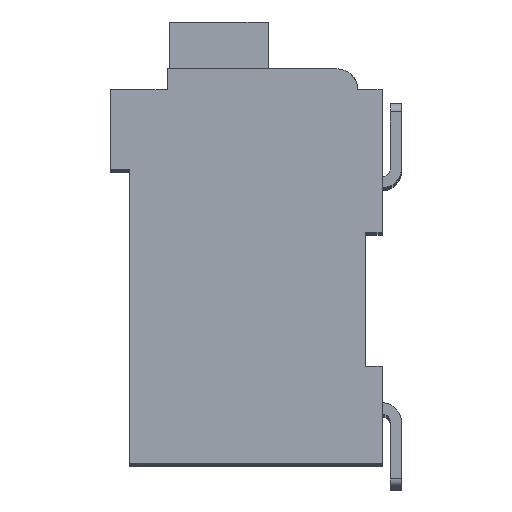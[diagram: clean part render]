
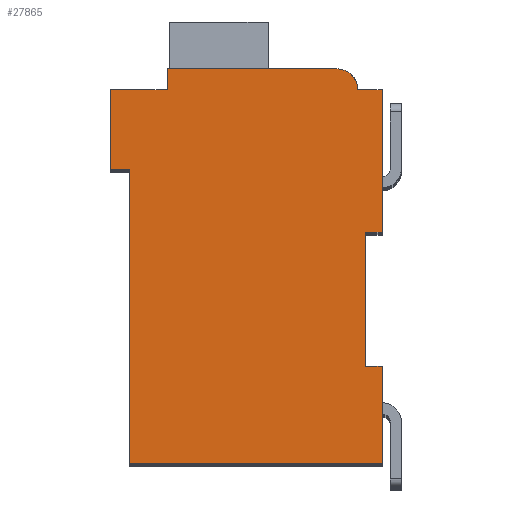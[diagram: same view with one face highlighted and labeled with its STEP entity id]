
A CAD part, top view. The second image highlights one B-rep face of the part: STEP entity #27865.
In plain terms, the highlighted planar face has unit normal (0, 0, 1).
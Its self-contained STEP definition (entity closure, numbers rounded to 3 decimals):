
#8590=DIRECTION('',(1.,0.,0.));
#8591=VECTOR('',#8590,0.5);
#8592=CARTESIAN_POINT('',(7.3,7.15,2.1));
#8593=LINE('',#8592,#8591);
#8594=DIRECTION('',(0.,1.,0.));
#8595=VECTOR('',#8594,4.15);
#8596=CARTESIAN_POINT('',(7.3,3.,2.1));
#8597=LINE('',#8596,#8595);
#8598=DIRECTION('',(-1.,0.,0.));
#8599=VECTOR('',#8598,0.5);
#8600=CARTESIAN_POINT('',(7.8,3.,2.1));
#8601=LINE('',#8600,#8599);
#8602=DIRECTION('',(0.,1.,0.));
#8603=VECTOR('',#8602,3.);
#8604=CARTESIAN_POINT('',(7.8,0.,2.1));
#8605=LINE('',#8604,#8603);
#8606=DIRECTION('',(1.,0.,0.));
#8607=VECTOR('',#8606,7.8);
#8608=CARTESIAN_POINT('',(0.,0.,2.1));
#8609=LINE('',#8608,#8607);
#8610=DIRECTION('',(0.,-1.,0.));
#8611=VECTOR('',#8610,9.1);
#8612=CARTESIAN_POINT('',(0.,9.1,2.1));
#8613=LINE('',#8612,#8611);
#8614=DIRECTION('',(1.,0.,0.));
#8615=VECTOR('',#8614,0.6);
#8616=CARTESIAN_POINT('',(-0.6,9.1,2.1));
#8617=LINE('',#8616,#8615);
#8618=DIRECTION('',(0.,-1.,0.));
#8619=VECTOR('',#8618,2.45);
#8620=CARTESIAN_POINT('',(-0.6,11.55,2.1));
#8621=LINE('',#8620,#8619);
#8622=DIRECTION('',(-1.,0.,0.));
#8623=VECTOR('',#8622,1.75);
#8624=CARTESIAN_POINT('',(1.15,11.55,2.1));
#8625=LINE('',#8624,#8623);
#8626=DIRECTION('',(0.,-1.,0.));
#8627=VECTOR('',#8626,0.65);
#8628=CARTESIAN_POINT('',(1.15,12.2,2.1));
#8629=LINE('',#8628,#8627);
#8630=DIRECTION('',(-1.,0.,0.));
#8631=VECTOR('',#8630,5.25);
#8632=CARTESIAN_POINT('',(6.4,12.2,2.1));
#8633=LINE('',#8632,#8631);
#8634=CARTESIAN_POINT('',(6.4,11.55,2.1));
#8635=DIRECTION('',(0.,0.,1.));
#8636=DIRECTION('',(1.,0.,0.));
#8637=AXIS2_PLACEMENT_3D('',#8634,#8635,#8636);
#8639=DIRECTION('',(-1.,0.,0.));
#8640=VECTOR('',#8639,0.75);
#8641=CARTESIAN_POINT('',(7.8,11.55,2.1));
#8642=LINE('',#8641,#8640);
#8643=DIRECTION('',(0.,1.,0.));
#8644=VECTOR('',#8643,4.4);
#8645=CARTESIAN_POINT('',(7.8,7.15,2.1));
#8646=LINE('',#8645,#8644);
#13873=CARTESIAN_POINT('',(7.3,7.15,2.1));
#13874=CARTESIAN_POINT('',(7.8,7.15,2.1));
#13875=VERTEX_POINT('',#13873);
#13876=VERTEX_POINT('',#13874);
#13877=CARTESIAN_POINT('',(7.8,11.55,2.1));
#13878=VERTEX_POINT('',#13877);
#13879=CARTESIAN_POINT('',(7.05,11.55,2.1));
#13880=VERTEX_POINT('',#13879);
#13881=CARTESIAN_POINT('',(6.4,12.2,2.1));
#13882=VERTEX_POINT('',#13881);
#13883=CARTESIAN_POINT('',(1.15,12.2,2.1));
#13884=VERTEX_POINT('',#13883);
#13885=CARTESIAN_POINT('',(1.15,11.55,2.1));
#13886=VERTEX_POINT('',#13885);
#13887=CARTESIAN_POINT('',(-0.6,11.55,2.1));
#13888=VERTEX_POINT('',#13887);
#13889=CARTESIAN_POINT('',(-0.6,9.1,2.1));
#13890=VERTEX_POINT('',#13889);
#13891=CARTESIAN_POINT('',(0.,9.1,2.1));
#13892=VERTEX_POINT('',#13891);
#13893=CARTESIAN_POINT('',(0.,0.,2.1));
#13894=VERTEX_POINT('',#13893);
#13895=CARTESIAN_POINT('',(7.8,0.,2.1));
#13896=VERTEX_POINT('',#13895);
#13897=CARTESIAN_POINT('',(7.8,3.,2.1));
#13898=VERTEX_POINT('',#13897);
#13899=CARTESIAN_POINT('',(7.3,3.,2.1));
#13900=VERTEX_POINT('',#13899);
#27844=CARTESIAN_POINT('',(0.,0.,2.1));
#27845=DIRECTION('',(0.,0.,1.));
#27846=DIRECTION('',(1.,0.,0.));
#27847=AXIS2_PLACEMENT_3D('',#27844,#27845,#27846);
#27848=PLANE('',#27847);
#27849=ORIENTED_EDGE('',*,*,#18238,.F.);
#27850=ORIENTED_EDGE('',*,*,#18902,.F.);
#27851=ORIENTED_EDGE('',*,*,#23756,.F.);
#27852=ORIENTED_EDGE('',*,*,#24111,.F.);
#27853=ORIENTED_EDGE('',*,*,#24526,.F.);
#27854=ORIENTED_EDGE('',*,*,#25079,.F.);
#27855=ORIENTED_EDGE('',*,*,#25316,.F.);
#27856=ORIENTED_EDGE('',*,*,#25535,.F.);
#27857=ORIENTED_EDGE('',*,*,#25865,.F.);
#27858=ORIENTED_EDGE('',*,*,#26504,.F.);
#27859=ORIENTED_EDGE('',*,*,#27004,.F.);
#27860=ORIENTED_EDGE('',*,*,#25916,.F.);
#27861=ORIENTED_EDGE('',*,*,#26325,.F.);
#27862=ORIENTED_EDGE('',*,*,#18797,.F.);
#27863=EDGE_LOOP('',(#27849,#27850,#27851,#27852,#27853,#27854,#27855,#27856,
#27857,#27858,#27859,#27860,#27861,#27862));
#27864=FACE_OUTER_BOUND('',#27863,.F.);
#8638=CIRCLE('',#8637,0.65);
#18238=EDGE_CURVE('',#13875,#13876,#8593,.T.);
#18797=EDGE_CURVE('',#13876,#13878,#8646,.T.);
#18902=EDGE_CURVE('',#13900,#13875,#8597,.T.);
#23756=EDGE_CURVE('',#13898,#13900,#8601,.T.);
#24111=EDGE_CURVE('',#13896,#13898,#8605,.T.);
#24526=EDGE_CURVE('',#13894,#13896,#8609,.T.);
#25079=EDGE_CURVE('',#13892,#13894,#8613,.T.);
#25316=EDGE_CURVE('',#13890,#13892,#8617,.T.);
#25535=EDGE_CURVE('',#13888,#13890,#8621,.T.);
#25865=EDGE_CURVE('',#13886,#13888,#8625,.T.);
#25916=EDGE_CURVE('',#13880,#13882,#8638,.T.);
#26325=EDGE_CURVE('',#13878,#13880,#8642,.T.);
#26504=EDGE_CURVE('',#13884,#13886,#8629,.T.);
#27004=EDGE_CURVE('',#13882,#13884,#8633,.T.);
#27865=ADVANCED_FACE('',(#27864),#27848,.T.);
